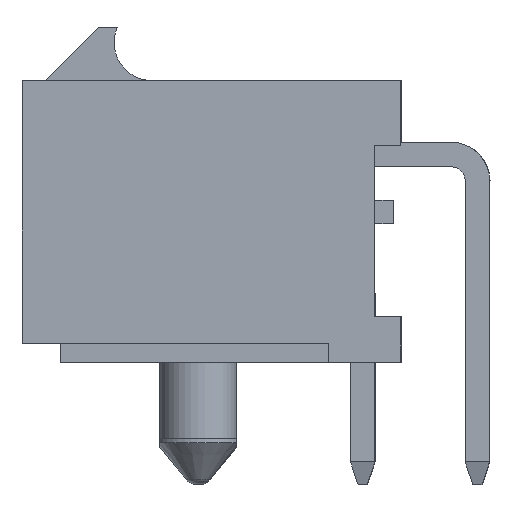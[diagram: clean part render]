
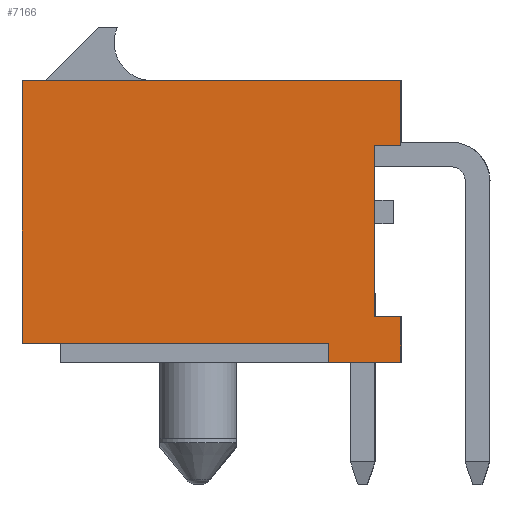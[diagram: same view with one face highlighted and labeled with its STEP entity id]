
A CAD part, left-side view. The second image highlights one B-rep face of the part: STEP entity #7166.
In plain terms, the highlighted planar face has unit normal (-1, 0.001, 0).
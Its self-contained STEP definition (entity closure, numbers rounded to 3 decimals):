
#883=ORIENTED_EDGE('',*,*,#2877,.F.);
#884=ORIENTED_EDGE('',*,*,#2878,.T.);
#885=ORIENTED_EDGE('',*,*,#2709,.T.);
#886=ORIENTED_EDGE('',*,*,#2620,.T.);
#887=ORIENTED_EDGE('',*,*,#2613,.T.);
#888=ORIENTED_EDGE('',*,*,#2870,.T.);
#889=ORIENTED_EDGE('',*,*,#2812,.T.);
#890=ORIENTED_EDGE('',*,*,#2879,.F.);
#891=ORIENTED_EDGE('',*,*,#2880,.T.);
#892=ORIENTED_EDGE('',*,*,#2790,.T.);
#2613=EDGE_CURVE('',#3610,#3609,#4342,.T.);
#2620=EDGE_CURVE('',#3616,#3610,#4349,.T.);
#2709=EDGE_CURVE('',#3692,#3616,#4429,.T.);
#2790=EDGE_CURVE('',#3761,#3760,#4501,.T.);
#2812=EDGE_CURVE('',#3779,#3778,#4523,.T.);
#2870=EDGE_CURVE('',#3609,#3779,#4581,.T.);
#2877=EDGE_CURVE('',#3829,#3760,#4588,.T.);
#2878=EDGE_CURVE('',#3829,#3692,#4589,.T.);
#2879=EDGE_CURVE('',#3830,#3778,#4590,.T.);
#2880=EDGE_CURVE('',#3830,#3761,#4591,.T.);
#3609=VERTEX_POINT('',#10723);
#3610=VERTEX_POINT('',#10725);
#3616=VERTEX_POINT('',#10739);
#3692=VERTEX_POINT('',#10918);
#3760=VERTEX_POINT('',#11084);
#3761=VERTEX_POINT('',#11086);
#3778=VERTEX_POINT('',#11125);
#3779=VERTEX_POINT('',#11127);
#3829=VERTEX_POINT('',#11245);
#3830=VERTEX_POINT('',#11248);
#4342=LINE('',#10724,#5325);
#4349=LINE('',#10738,#5332);
#4429=LINE('',#10921,#5412);
#4501=LINE('',#11085,#5484);
#4523=LINE('',#11126,#5506);
#4581=LINE('',#11234,#5564);
#4588=LINE('',#11244,#5571);
#4589=LINE('',#11246,#5572);
#4590=LINE('',#11247,#5573);
#4591=LINE('',#11249,#5574);
#5325=VECTOR('',#8681,1000.);
#5332=VECTOR('',#8690,1000.);
#5412=VECTOR('',#8804,1000.);
#5484=VECTOR('',#8910,1000.);
#5506=VECTOR('',#8934,1000.);
#5564=VECTOR('',#8994,1000.);
#5571=VECTOR('',#9005,1000.);
#5572=VECTOR('',#9006,1000.);
#5573=VECTOR('',#9007,1000.);
#5574=VECTOR('',#9008,1000.);
#6098=EDGE_LOOP('',(#883,#884,#885,#886,#887,#888,#889,#890,#891,#892));
#6477=FACE_BOUND('',#6098,.T.);
#6839=PLANE('',#7887);
#7166=ADVANCED_FACE('',(#6477),#6839,.T.);
#7887=AXIS2_PLACEMENT_3D('',#11243,#9003,#9004);
#8681=DIRECTION('',(0.,0.,1.));
#8690=DIRECTION('',(0.,-1.,0.));
#8804=DIRECTION('',(0.,0.,-1.));
#8910=DIRECTION('',(0.,-1.,0.));
#8934=DIRECTION('',(0.,0.,-1.));
#8994=DIRECTION('',(0.,1.,0.));
#9003=DIRECTION('',(-1.,0.,0.));
#9004=DIRECTION('',(0.,0.,1.));
#9005=DIRECTION('',(0.,0.,-1.));
#9006=DIRECTION('',(0.,-1.,0.));
#9007=DIRECTION('',(0.,-1.,0.));
#9008=DIRECTION('',(0.,0.,-1.));
#10723=CARTESIAN_POINT('',(-9.35,-3.43,4.95));
#10724=CARTESIAN_POINT('',(-9.35,-3.43,-4.95));
#10725=CARTESIAN_POINT('',(-9.35,-3.43,-4.95));
#10738=CARTESIAN_POINT('',(-9.35,3.43,-4.95));
#10739=CARTESIAN_POINT('',(-9.35,-1.73,-4.95));
#10918=CARTESIAN_POINT('',(-9.35,-1.73,-4.25));
#10921=CARTESIAN_POINT('',(-9.35,-1.73,-3.95));
#11084=CARTESIAN_POINT('',(-9.35,2.73,-4.95));
#11085=CARTESIAN_POINT('',(-9.35,3.43,-4.95));
#11086=CARTESIAN_POINT('',(-9.35,3.93,-4.95));
#11125=CARTESIAN_POINT('',(-9.35,3.43,-3.05));
#11126=CARTESIAN_POINT('',(-9.35,3.43,4.95));
#11127=CARTESIAN_POINT('',(-9.35,3.43,4.95));
#11234=CARTESIAN_POINT('',(-9.35,-3.43,4.95));
#11243=CARTESIAN_POINT('',(-9.35,0.,0.));
#11244=CARTESIAN_POINT('',(-9.35,2.73,-3.95));
#11245=CARTESIAN_POINT('',(-9.35,2.73,-4.25));
#11246=CARTESIAN_POINT('',(-9.35,2.73,-4.25));
#11247=CARTESIAN_POINT('',(-9.35,3.93,-3.05));
#11248=CARTESIAN_POINT('',(-9.35,3.93,-3.05));
#11249=CARTESIAN_POINT('',(-9.35,3.93,-3.05));
